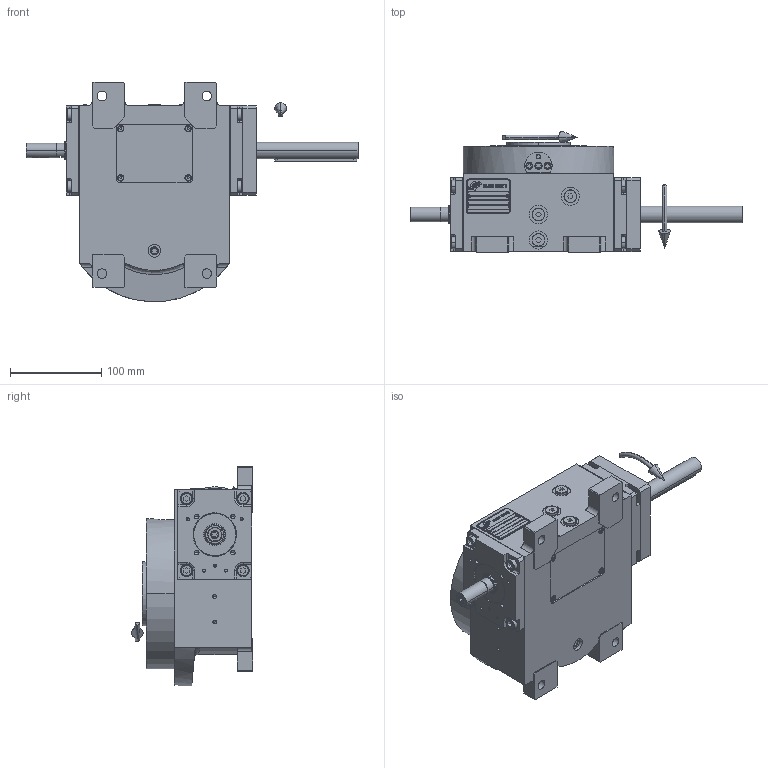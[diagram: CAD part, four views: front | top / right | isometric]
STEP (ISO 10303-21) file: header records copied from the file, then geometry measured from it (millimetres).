
FILE_DESCRIPTION (( 'STEP AP214' ), '1' );
FILE_NAME ('PC5200388.step', '2024-06-14T06:57:18', ( '' ), ( '' ), 'SwSTEP 2.0', 'SolidWorks 2020', '' );
FILE_SCHEMA (( 'AUTOMOTIVE_DESIGN' ));
Length unit declared in the file: millimetre
Products named in the file (74): cfn2104_01_016; cfn2000_01_129; rig04_001_a; cfn2155_01_055; cfn2070_05_001; cfn2476_01_001_48x38; cfn2077_01_018; AS_rig04_004; cfn2000_01_147; RIG04_005_AF0.stp; olio_agip_blasia_150; rig04_004_s_002; cfn2003_01_063; CFN2010_02_002.stp; CFN2155_01_007.stp; rig04_015; cfn2073_01_011; AS_rig04_002_bl_007; cfn2155_01_038; cfn2151_01_087; AS_900_38_30_003; freccia_angolare_albero; cfn2128_04_011; cfn2205_01_012; rig04_007_master; CFN2223_01-390X6-B.stp; AS_rig04_071_6_m; CFN2000_01_185.stp; rig04_002_bl_007; CFN2203_02_001.stp; PC5200388; cfn2151_01_092; cfn2115_02_213; rig04_004; RIG06_021_AF0.stp; CFN2356_03_051.stp; rig04_004_s_001; cfn2000_01_161; AS_rig04_015; cfn2128_05_006 ...
Assembly tree (67 placements, depth 5):
  cfn2077_01_018
  olio_agip_blasia_150
  cfn2151_01_087
  cfn2205_01_012
  rig04_007_master
Bounding box: 364.5 x 133 x 240.94 mm (x, y, z)
Volume: 1378675.7 mm3; surface area: 427756.4 mm2
Topology: 71 solids, 71 shells, 2037 faces, 4965 edges, 3182 vertices
Faces by surface type: plane 1061, cylinder 619, cone 336, torus 14, sphere 6, bspline 1
Entity records: 61740 total; most frequent: CARTESIAN_POINT 12562, DIRECTION 9762, ORIENTED_EDGE 9336, EDGE_CURVE 4668, AXIS2_PLACEMENT_3D 3349, VECTOR 3064, LINE 3064, VERTEX_POINT 3037
